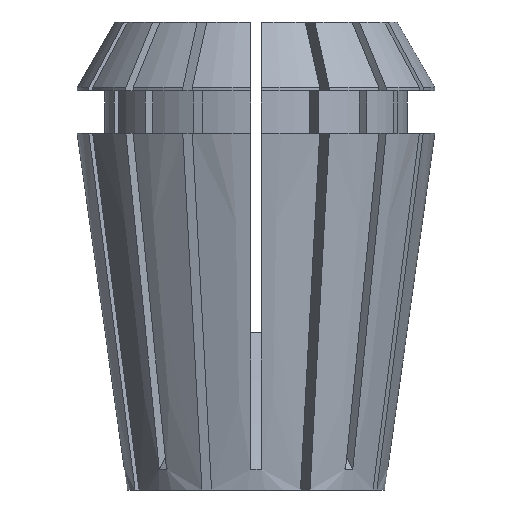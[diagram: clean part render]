
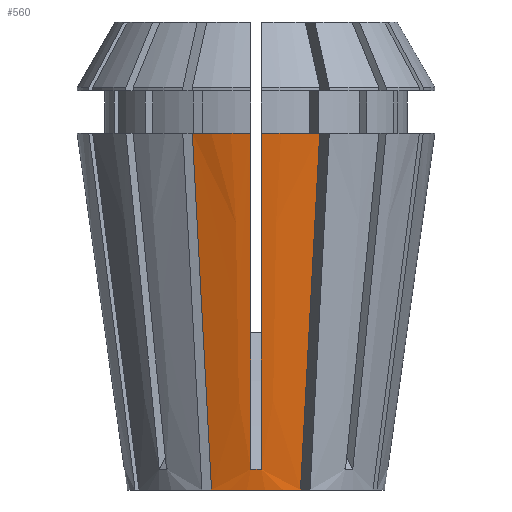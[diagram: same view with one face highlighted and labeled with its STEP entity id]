
A CAD part, left-side view. The second image highlights one B-rep face of the part: STEP entity #560.
In plain terms, the highlighted conical face has half-angle 8 degrees and reference radius 9.36 mm.
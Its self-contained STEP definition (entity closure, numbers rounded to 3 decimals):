
#23 = CARTESIAN_POINT ( 'NONE',  ( -8.784, -3.233, 0. ) ) ;
#163 = B_SPLINE_CURVE_WITH_KNOTS ( 'NONE', 3,
 ( #4274, #351, #1311, #1733, #2173, #4110, #5372 ),
 .UNSPECIFIED., .F., .F.,
 ( 4, 3, 4 ),
 ( 0., 0.023, 0.026 ),
 .UNSPECIFIED. ) ;
#186 = CARTESIAN_POINT ( 'NONE',  ( -10.617, 0.375, 8.99 ) ) ;
#290 = DIRECTION ( 'NONE',  ( -1., 0., 0. ) ) ;
#291 = B_SPLINE_CURVE_WITH_KNOTS ( 'NONE', 3,
 ( #1452, #2314, #2724, #4471, #1888, #186, #4906, #2329, #3188, #3610 ),
 .UNSPECIFIED., .F., .F.,
 ( 4, 3, 3, 4 ),
 ( 0.051, 0.056, 0.074, 0.075 ),
 .UNSPECIFIED. ) ;
#315 = CARTESIAN_POINT ( 'NONE',  ( -12.995, -0.375, 25.9 ) ) ;
#351 = CARTESIAN_POINT ( 'NONE',  ( -11.171, 4.221, 18.366 ) ) ;
#439 = CARTESIAN_POINT ( 'NONE',  ( -12.995, -0.375, 25.9 ) ) ;
#506 = CARTESIAN_POINT ( 'NONE',  ( -9.816, -0.375, 3.297 ) ) ;
#560 = ADVANCED_FACE ( 'NONE', ( #5414 ), #2318, .T. ) ;
#574 = ORIENTED_EDGE ( 'NONE', *, *, #769, .F. ) ;
#578 = CARTESIAN_POINT ( 'NONE',  ( -9.573, -0.125, 1.497 ) ) ;
#614 = CARTESIAN_POINT ( 'NONE',  ( -9.573, 0.125, 1.497 ) ) ;
#746 = CARTESIAN_POINT ( 'NONE',  ( -9.565, -0.375, 1.508 ) ) ;
#759 = EDGE_CURVE ( 'NONE', #1987, #3603, #4109, .T. ) ;
#769 = EDGE_CURVE ( 'NONE', #4155, #1987, #291, .T. ) ;
#866 = CARTESIAN_POINT ( 'NONE',  ( -9.07, -3.351, 2.199 ) ) ;
#867 = CIRCLE ( 'NONE', #4623, 9.36 ) ;
#935 = ORIENTED_EDGE ( 'NONE', *, *, #2197, .T. ) ;
#1171 = DIRECTION ( 'NONE',  ( 0., 0., -1. ) ) ;
#1262 = CARTESIAN_POINT ( 'NONE',  ( -12.149, -4.626, 25.9 ) ) ;
#1286 = CARTESIAN_POINT ( 'NONE',  ( -8.784, -3.233, 0. ) ) ;
#1311 = CARTESIAN_POINT ( 'NONE',  ( -10.192, 3.816, 10.832 ) ) ;
#1350 = CARTESIAN_POINT ( 'NONE',  ( -10.617, -0.375, 8.99 ) ) ;
#1452 = CARTESIAN_POINT ( 'NONE',  ( -12.995, 0.375, 25.9 ) ) ;
#1716 = VERTEX_POINT ( 'NONE', #5013 ) ;
#1733 = CARTESIAN_POINT ( 'NONE',  ( -9.213, 3.41, 3.298 ) ) ;
#1767 = CARTESIAN_POINT ( 'NONE',  ( -12.477, -0.375, 22.217 ) ) ;
#1790 = CARTESIAN_POINT ( 'NONE',  ( -9.649, -0.375, 2.104 ) ) ;
#1859 = AXIS2_PLACEMENT_3D ( 'NONE', #2441, #2459, #5484 ) ;
#1888 = CARTESIAN_POINT ( 'NONE',  ( -11.418, 0.375, 14.683 ) ) ;
#1889 = EDGE_CURVE ( 'NONE', #5311, #2451, #3810, .T. ) ;
#1985 = ORIENTED_EDGE ( 'NONE', *, *, #3160, .F. ) ;
#1987 = VERTEX_POINT ( 'NONE', #3542 ) ;
#1992 = DIRECTION ( 'NONE',  ( -1., 0., 0. ) ) ;
#2110 = ORIENTED_EDGE ( 'NONE', *, *, #4931, .T. ) ;
#2173 = CARTESIAN_POINT ( 'NONE',  ( -9.07, 3.351, 2.199 ) ) ;
#2197 = EDGE_CURVE ( 'NONE', #3541, #3603, #2986, .T. ) ;
#2218 = CARTESIAN_POINT ( 'NONE',  ( -12.218, -0.375, 20.376 ) ) ;
#2314 = CARTESIAN_POINT ( 'NONE',  ( -12.736, 0.375, 24.059 ) ) ;
#2318 = CONICAL_SURFACE ( 'NONE', #2519, 9.36, 0.14 ) ;
#2329 = CARTESIAN_POINT ( 'NONE',  ( -9.733, 0.375, 2.7 ) ) ;
#2335 = VERTEX_POINT ( 'NONE', #3841 ) ;
#2441 = CARTESIAN_POINT ( 'NONE',  ( 0., 0., 25.9 ) ) ;
#2451 = VERTEX_POINT ( 'NONE', #1286 ) ;
#2459 = DIRECTION ( 'NONE',  ( 0., 0., -1. ) ) ;
#2519 = AXIS2_PLACEMENT_3D ( 'NONE', #4691, #5109, #5147 ) ;
#2524 = EDGE_LOOP ( 'NONE', ( #4964, #2110, #1985, #3644, #3961, #935, #5442, #574 ) ) ;
#2603 = CARTESIAN_POINT ( 'NONE',  ( -9.213, -3.41, 3.298 ) ) ;
#2724 = CARTESIAN_POINT ( 'NONE',  ( -12.477, 0.375, 22.217 ) ) ;
#2750 = CARTESIAN_POINT ( 'NONE',  ( -9.565, 0.375, 1.508 ) ) ;
#2774 = CARTESIAN_POINT ( 'NONE',  ( 0., 0., 25.9 ) ) ;
#2861 = DIRECTION ( 'NONE',  ( 0., 0., -1. ) ) ;
#2986 = B_SPLINE_CURVE_WITH_KNOTS ( 'NONE', 3,
 ( #439, #3474, #1767, #2218, #3924, #1350, #506, #4387, #1790, #5265 ),
 .UNSPECIFIED., .F., .F.,
 ( 4, 3, 3, 4 ),
 ( 0.051, 0.056, 0.074, 0.075 ),
 .UNSPECIFIED. ) ;
#3004 = CARTESIAN_POINT ( 'NONE',  ( -11.171, -4.221, 18.366 ) ) ;
#3160 = EDGE_CURVE ( 'NONE', #2451, #2335, #867, .T. ) ;
#3178 = EDGE_CURVE ( 'NONE', #5311, #3541, #3747, .T. ) ;
#3188 = CARTESIAN_POINT ( 'NONE',  ( -9.649, 0.375, 2.104 ) ) ;
#3446 = CARTESIAN_POINT ( 'NONE',  ( -12.149, -4.626, 25.9 ) ) ;
#3474 = CARTESIAN_POINT ( 'NONE',  ( -12.736, -0.375, 24.059 ) ) ;
#3541 = VERTEX_POINT ( 'NONE', #315 ) ;
#3542 = CARTESIAN_POINT ( 'NONE',  ( -9.565, 0.375, 1.508 ) ) ;
#3603 = VERTEX_POINT ( 'NONE', #746 ) ;
#3610 = CARTESIAN_POINT ( 'NONE',  ( -9.565, 0.375, 1.508 ) ) ;
#3644 = ORIENTED_EDGE ( 'NONE', *, *, #1889, .F. ) ;
#3747 = CIRCLE ( 'NONE', #1859, 13. ) ;
#3802 = CARTESIAN_POINT ( 'NONE',  ( -12.995, 0.375, 25.9 ) ) ;
#3810 = B_SPLINE_CURVE_WITH_KNOTS ( 'NONE', 3,
 ( #1262, #3004, #4296, #2603, #866, #3870, #23 ),
 .UNSPECIFIED., .F., .F.,
 ( 4, 3, 4 ),
 ( 0., 0.023, 0.026 ),
 .UNSPECIFIED. ) ;
#3841 = CARTESIAN_POINT ( 'NONE',  ( -8.784, 3.233, 0. ) ) ;
#3870 = CARTESIAN_POINT ( 'NONE',  ( -8.927, -3.292, 1.099 ) ) ;
#3924 = CARTESIAN_POINT ( 'NONE',  ( -11.418, -0.375, 14.683 ) ) ;
#3961 = ORIENTED_EDGE ( 'NONE', *, *, #3178, .T. ) ;
#4109 = B_SPLINE_CURVE_WITH_KNOTS ( 'NONE', 3,
 ( #2750, #614, #578, #4927 ),
 .UNSPECIFIED., .F., .F.,
 ( 4, 4 ),
 ( 0., 0.001 ),
 .UNSPECIFIED. ) ;
#4110 = CARTESIAN_POINT ( 'NONE',  ( -8.927, 3.292, 1.099 ) ) ;
#4155 = VERTEX_POINT ( 'NONE', #3802 ) ;
#4274 = CARTESIAN_POINT ( 'NONE',  ( -12.149, 4.626, 25.9 ) ) ;
#4296 = CARTESIAN_POINT ( 'NONE',  ( -10.192, -3.816, 10.832 ) ) ;
#4387 = CARTESIAN_POINT ( 'NONE',  ( -9.733, -0.375, 2.7 ) ) ;
#4471 = CARTESIAN_POINT ( 'NONE',  ( -12.218, 0.375, 20.376 ) ) ;
#4623 = AXIS2_PLACEMENT_3D ( 'NONE', #4651, #2861, #290 ) ;
#4638 = CIRCLE ( 'NONE', #5491, 13. ) ;
#4651 = CARTESIAN_POINT ( 'NONE',  ( 0., 0., 0. ) ) ;
#4691 = CARTESIAN_POINT ( 'NONE',  ( 0., 0., 0. ) ) ;
#4736 = EDGE_CURVE ( 'NONE', #4155, #1716, #4638, .T. ) ;
#4906 = CARTESIAN_POINT ( 'NONE',  ( -9.816, 0.375, 3.297 ) ) ;
#4927 = CARTESIAN_POINT ( 'NONE',  ( -9.565, -0.375, 1.508 ) ) ;
#4931 = EDGE_CURVE ( 'NONE', #1716, #2335, #163, .T. ) ;
#4964 = ORIENTED_EDGE ( 'NONE', *, *, #4736, .T. ) ;
#5013 = CARTESIAN_POINT ( 'NONE',  ( -12.149, 4.626, 25.9 ) ) ;
#5109 = DIRECTION ( 'NONE',  ( 0., 0., 1. ) ) ;
#5147 = DIRECTION ( 'NONE',  ( 1., 0., 0. ) ) ;
#5265 = CARTESIAN_POINT ( 'NONE',  ( -9.565, -0.375, 1.508 ) ) ;
#5311 = VERTEX_POINT ( 'NONE', #3446 ) ;
#5372 = CARTESIAN_POINT ( 'NONE',  ( -8.784, 3.233, 0. ) ) ;
#5414 = FACE_OUTER_BOUND ( 'NONE', #2524, .T. ) ;
#5442 = ORIENTED_EDGE ( 'NONE', *, *, #759, .F. ) ;
#5484 = DIRECTION ( 'NONE',  ( -1., 0., 0. ) ) ;
#5491 = AXIS2_PLACEMENT_3D ( 'NONE', #2774, #1171, #1992 ) ;
